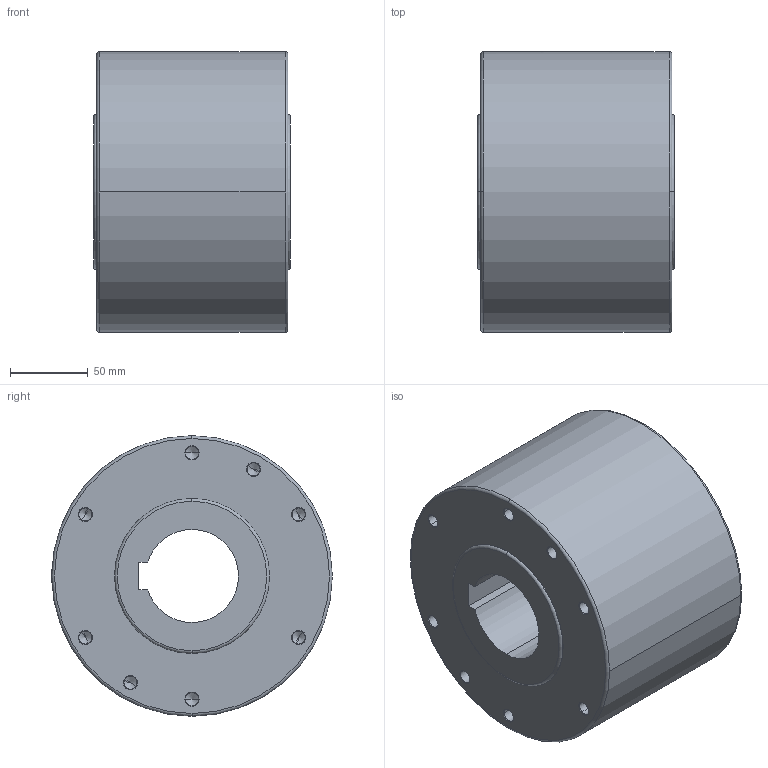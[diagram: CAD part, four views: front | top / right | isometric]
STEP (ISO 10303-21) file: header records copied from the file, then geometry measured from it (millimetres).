
FILE_DESCRIPTION(('STEP AP214'),'1');
FILE_NAME('go_700.stp','2019-09-14T12:09:42',('TraceParts'),('TraceParts S.A.'),'Spatial InterOp 3D',' ',' ');
FILE_SCHEMA(('AUTOMOTIVE_DESIGN { 1 0 10303 214 1 1 1 1 }'));
Length unit declared in the file: millimetre
Products named in the file (1): go_700
Bounding box: 127 x 181 x 181 mm (x, y, z)
Volume: 2810688.7 mm3; surface area: 151195.8 mm2
Topology: 1 solids, 1 shells, 214 faces, 486 edges, 277 vertices
Faces by surface type: cone 96, cylinder 81, plane 29, torus 8
Entity records: 5854 total; most frequent: DIRECTION 1133, CARTESIAN_POINT 1013, ORIENTED_EDGE 908, AXIS2_PLACEMENT_3D 467, EDGE_CURVE 454, VERTEX_POINT 277, CIRCLE 252, EDGE_LOOP 251
